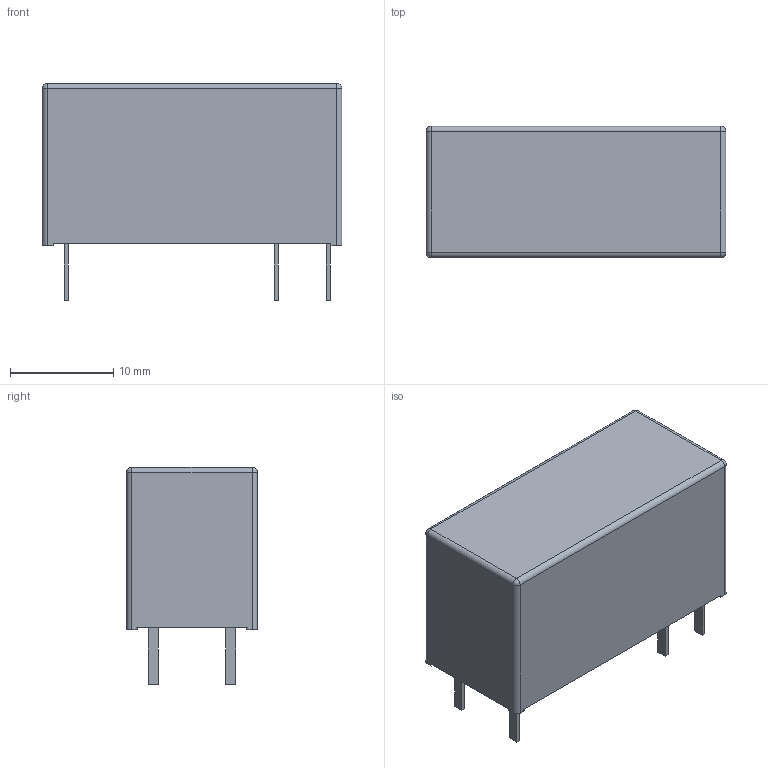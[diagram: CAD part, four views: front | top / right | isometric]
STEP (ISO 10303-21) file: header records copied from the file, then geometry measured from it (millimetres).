
FILE_DESCRIPTION(('FreeCAD Model'),'2;1');
FILE_NAME('Relay_SPST_Schrack-RT1-16A-FormA_RM5mm.step','2018-01-20T15:51:47',( 'kicad StepUp'),('ksu MCAD'),'Open CASCADE STEP processor 6.8', 'FreeCAD','Unknown');
FILE_SCHEMA(('AUTOMOTIVE_DESIGN_CC2 { 1 2 10303 214 -1 1 5 4 }'));
Length unit declared in the file: millimetre
Products named in the file (1): Relay_SPST_Schrack-RT1-16A-FormA_RM5mm
Bounding box: 29 x 12.7 x 21 mm (x, y, z)
Volume: 5714.5 mm3; surface area: 2092.9 mm2
Topology: 1 solids, 1 shells, 56 faces, 136 edges, 84 vertices
Faces by surface type: plane 44, cylinder 8, sphere 4
Entity records: 1109 total; most frequent: ORIENTED_EDGE 179, CARTESIAN_POINT 154, EDGE_CURVE 132, LINE 112, VERTEX_POINT 84, AXIS2_PLACEMENT_3D 68, FACE_BOUND 62, EDGE_LOOP 62
